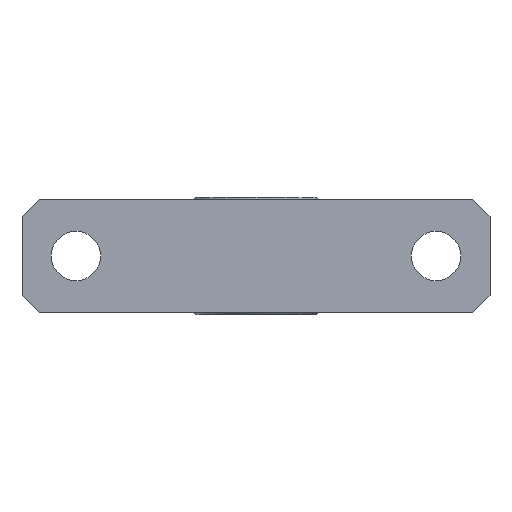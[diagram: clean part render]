
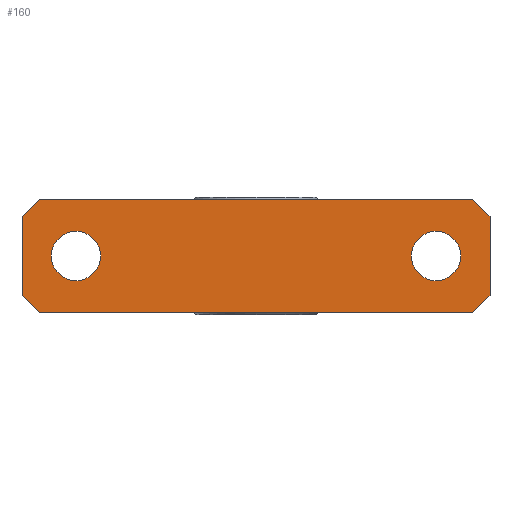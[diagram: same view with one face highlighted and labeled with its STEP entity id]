
A CAD part, front view. The second image highlights one B-rep face of the part: STEP entity #160.
In plain terms, the highlighted planar face has unit normal (0, -1, 0).
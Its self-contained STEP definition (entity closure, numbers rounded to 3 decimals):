
#114 = CARTESIAN_POINT ( 'NONE',  ( -41.25, -19.75, 10. ) ) ;
#160 = ADVANCED_FACE ( 'NONE', ( #441, #2265, #3702 ), #2902, .F. ) ;
#162 = EDGE_LOOP ( 'NONE', ( #1252, #904 ) ) ;
#183 = CARTESIAN_POINT ( 'NONE',  ( -38.25, -19.75, -10. ) ) ;
#272 = CARTESIAN_POINT ( 'NONE',  ( 31.75, -19.75, 0. ) ) ;
#309 = CIRCLE ( 'NONE', #2952, 4.35 ) ;
#320 = CARTESIAN_POINT ( 'NONE',  ( 31.75, -19.75, -4.35 ) ) ;
#431 = LINE ( 'NONE', #3644, #4589 ) ;
#441 = FACE_BOUND ( 'NONE', #162, .T. ) ;
#459 = DIRECTION ( 'NONE',  ( 0., 1., 0. ) ) ;
#474 = CARTESIAN_POINT ( 'NONE',  ( 41.25, -19.75, 7. ) ) ;
#501 = LINE ( 'NONE', #549, #1194 ) ;
#549 = CARTESIAN_POINT ( 'NONE',  ( 38.25, -19.75, 10. ) ) ;
#558 = CIRCLE ( 'NONE', #2817, 4.35 ) ;
#577 = DIRECTION ( 'NONE',  ( 0., 1., 0. ) ) ;
#595 = EDGE_CURVE ( 'NONE', #2303, #1137, #558, .T. ) ;
#605 = VECTOR ( 'NONE', #2127, 1000. ) ;
#674 = VECTOR ( 'NONE', #4150, 1000. ) ;
#755 = VERTEX_POINT ( 'NONE', #320 ) ;
#827 = VERTEX_POINT ( 'NONE', #4258 ) ;
#845 = EDGE_CURVE ( 'NONE', #2330, #2867, #3132, .T. ) ;
#901 = CARTESIAN_POINT ( 'NONE',  ( -31.75, -19.75, 0. ) ) ;
#904 = ORIENTED_EDGE ( 'NONE', *, *, #1021, .T. ) ;
#975 = CARTESIAN_POINT ( 'NONE',  ( 38.25, -19.75, 10. ) ) ;
#1021 = EDGE_CURVE ( 'NONE', #755, #1161, #309, .T. ) ;
#1062 = VERTEX_POINT ( 'NONE', #3435 ) ;
#1086 = DIRECTION ( 'NONE',  ( -1., 0., 0. ) ) ;
#1137 = VERTEX_POINT ( 'NONE', #3878 ) ;
#1161 = VERTEX_POINT ( 'NONE', #3903 ) ;
#1167 = CARTESIAN_POINT ( 'NONE',  ( -38.25, -19.75, 10. ) ) ;
#1172 = LINE ( 'NONE', #3017, #3449 ) ;
#1194 = VECTOR ( 'NONE', #3385, 1000. ) ;
#1205 = LINE ( 'NONE', #1922, #2216 ) ;
#1252 = ORIENTED_EDGE ( 'NONE', *, *, #2188, .T. ) ;
#1332 = EDGE_CURVE ( 'NONE', #2473, #1062, #431, .T. ) ;
#1487 = AXIS2_PLACEMENT_3D ( 'NONE', #272, #3149, #3197 ) ;
#1559 = DIRECTION ( 'NONE',  ( 0., 1., 0. ) ) ;
#1825 = EDGE_LOOP ( 'NONE', ( #3711, #2950 ) ) ;
#1845 = EDGE_CURVE ( 'NONE', #1062, #4203, #2245, .T. ) ;
#1868 = CARTESIAN_POINT ( 'NONE',  ( 41.25, -19.75, 10. ) ) ;
#1871 = CIRCLE ( 'NONE', #1487, 4.35 ) ;
#1895 = CARTESIAN_POINT ( 'NONE',  ( -41.25, -19.75, -7. ) ) ;
#1922 = CARTESIAN_POINT ( 'NONE',  ( -41.25, -19.75, -10. ) ) ;
#1934 = EDGE_CURVE ( 'NONE', #2656, #827, #3657, .T. ) ;
#1983 = AXIS2_PLACEMENT_3D ( 'NONE', #114, #1559, #1086 ) ;
#2115 = ORIENTED_EDGE ( 'NONE', *, *, #1332, .T. ) ;
#2127 = DIRECTION ( 'NONE',  ( 1., 0., 0. ) ) ;
#2152 = ORIENTED_EDGE ( 'NONE', *, *, #4033, .T. ) ;
#2186 = ORIENTED_EDGE ( 'NONE', *, *, #3143, .T. ) ;
#2188 = EDGE_CURVE ( 'NONE', #1161, #755, #1871, .T. ) ;
#2216 = VECTOR ( 'NONE', #3297, 1000. ) ;
#2245 = LINE ( 'NONE', #1895, #3020 ) ;
#2265 = FACE_BOUND ( 'NONE', #1825, .T. ) ;
#2303 = VERTEX_POINT ( 'NONE', #4307 ) ;
#2330 = VERTEX_POINT ( 'NONE', #1167 ) ;
#2440 = VECTOR ( 'NONE', #3738, 1000. ) ;
#2473 = VERTEX_POINT ( 'NONE', #3279 ) ;
#2483 = CARTESIAN_POINT ( 'NONE',  ( -41.25, -19.75, 10. ) ) ;
#2567 = CARTESIAN_POINT ( 'NONE',  ( -31.75, -19.75, 0. ) ) ;
#2596 = DIRECTION ( 'NONE',  ( 0.707, 0., -0.707 ) ) ;
#2632 = EDGE_LOOP ( 'NONE', ( #2186, #3519, #2989, #2839, #3458, #2152, #2115, #3757 ) ) ;
#2653 = CARTESIAN_POINT ( 'NONE',  ( 41.25, -19.75, -7. ) ) ;
#2656 = VERTEX_POINT ( 'NONE', #474 ) ;
#2726 = EDGE_CURVE ( 'NONE', #4400, #827, #4058, .T. ) ;
#2817 = AXIS2_PLACEMENT_3D ( 'NONE', #2567, #459, #3333 ) ;
#2839 = ORIENTED_EDGE ( 'NONE', *, *, #4412, .T. ) ;
#2867 = VERTEX_POINT ( 'NONE', #975 ) ;
#2902 = PLANE ( 'NONE',  #1983 ) ;
#2950 = ORIENTED_EDGE ( 'NONE', *, *, #595, .T. ) ;
#2952 = AXIS2_PLACEMENT_3D ( 'NONE', #3791, #577, #3815 ) ;
#2989 = ORIENTED_EDGE ( 'NONE', *, *, #1934, .F. ) ;
#3010 = CARTESIAN_POINT ( 'NONE',  ( 38.25, -19.75, -10. ) ) ;
#3017 = CARTESIAN_POINT ( 'NONE',  ( -38.25, -19.75, 10. ) ) ;
#3020 = VECTOR ( 'NONE', #2596, 1000. ) ;
#3123 = AXIS2_PLACEMENT_3D ( 'NONE', #901, #3819, #3466 ) ;
#3132 = LINE ( 'NONE', #2483, #605 ) ;
#3143 = EDGE_CURVE ( 'NONE', #4203, #4400, #1205, .T. ) ;
#3149 = DIRECTION ( 'NONE',  ( 0., 1., 0. ) ) ;
#3197 = DIRECTION ( 'NONE',  ( 0., 0., 1. ) ) ;
#3279 = CARTESIAN_POINT ( 'NONE',  ( -41.25, -19.75, 7. ) ) ;
#3297 = DIRECTION ( 'NONE',  ( 1., 0., 0. ) ) ;
#3303 = EDGE_CURVE ( 'NONE', #1137, #2303, #4322, .T. ) ;
#3333 = DIRECTION ( 'NONE',  ( 0., 0., 1. ) ) ;
#3385 = DIRECTION ( 'NONE',  ( -0.707, 0., 0.707 ) ) ;
#3435 = CARTESIAN_POINT ( 'NONE',  ( -41.25, -19.75, -7. ) ) ;
#3449 = VECTOR ( 'NONE', #3656, 1000. ) ;
#3458 = ORIENTED_EDGE ( 'NONE', *, *, #845, .F. ) ;
#3466 = DIRECTION ( 'NONE',  ( 0., 0., 1. ) ) ;
#3519 = ORIENTED_EDGE ( 'NONE', *, *, #2726, .T. ) ;
#3601 = DIRECTION ( 'NONE',  ( 0., 0., -1. ) ) ;
#3644 = CARTESIAN_POINT ( 'NONE',  ( -41.25, -19.75, 10. ) ) ;
#3656 = DIRECTION ( 'NONE',  ( -0.707, 0., -0.707 ) ) ;
#3657 = LINE ( 'NONE', #1868, #674 ) ;
#3702 = FACE_OUTER_BOUND ( 'NONE', #2632, .T. ) ;
#3711 = ORIENTED_EDGE ( 'NONE', *, *, #3303, .T. ) ;
#3738 = DIRECTION ( 'NONE',  ( 0.707, 0., 0.707 ) ) ;
#3757 = ORIENTED_EDGE ( 'NONE', *, *, #1845, .T. ) ;
#3791 = CARTESIAN_POINT ( 'NONE',  ( 31.75, -19.75, 0. ) ) ;
#3815 = DIRECTION ( 'NONE',  ( 0., 0., 1. ) ) ;
#3819 = DIRECTION ( 'NONE',  ( 0., 1., 0. ) ) ;
#3878 = CARTESIAN_POINT ( 'NONE',  ( -31.75, -19.75, 4.35 ) ) ;
#3903 = CARTESIAN_POINT ( 'NONE',  ( 31.75, -19.75, 4.35 ) ) ;
#4033 = EDGE_CURVE ( 'NONE', #2330, #2473, #1172, .T. ) ;
#4058 = LINE ( 'NONE', #2653, #2440 ) ;
#4150 = DIRECTION ( 'NONE',  ( 0., 0., -1. ) ) ;
#4203 = VERTEX_POINT ( 'NONE', #183 ) ;
#4258 = CARTESIAN_POINT ( 'NONE',  ( 41.25, -19.75, -7. ) ) ;
#4307 = CARTESIAN_POINT ( 'NONE',  ( -31.75, -19.75, -4.35 ) ) ;
#4322 = CIRCLE ( 'NONE', #3123, 4.35 ) ;
#4400 = VERTEX_POINT ( 'NONE', #3010 ) ;
#4412 = EDGE_CURVE ( 'NONE', #2656, #2867, #501, .T. ) ;
#4589 = VECTOR ( 'NONE', #3601, 1000. ) ;
